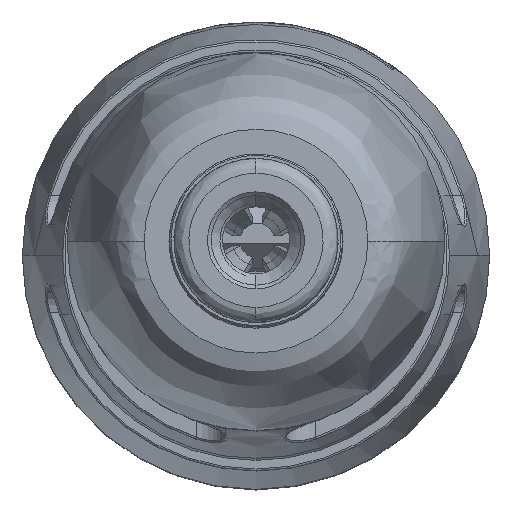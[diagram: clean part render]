
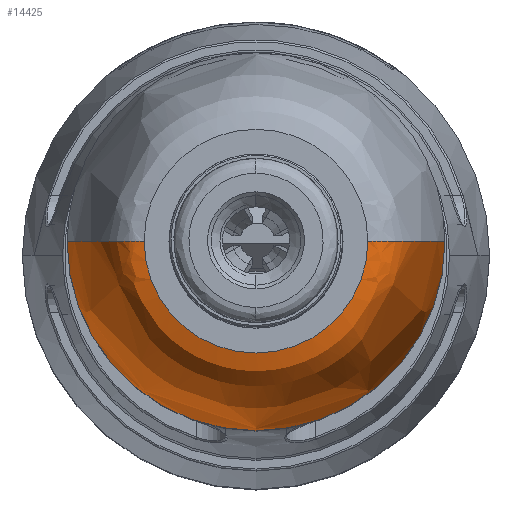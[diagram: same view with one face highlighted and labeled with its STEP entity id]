
A CAD part, top view. The second image highlights one B-rep face of the part: STEP entity #14425.
In plain terms, the highlighted free-form (B-spline) face has degree [3, 3] with [6, 4] control points.
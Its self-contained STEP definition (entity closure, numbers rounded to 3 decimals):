
#715 = CARTESIAN_POINT ( 'NONE',  ( 6.5, 0., -3.8 ) ) ;
#793 = CARTESIAN_POINT ( 'NONE',  ( 5.452, 0., -3.766 ) ) ;
#828 = CARTESIAN_POINT ( 'NONE',  ( 0., 0., 3.299 ) ) ;
#875 = CARTESIAN_POINT ( 'NONE',  ( 6.5, 0., 3.8 ) ) ;
#924 = CARTESIAN_POINT ( 'NONE',  ( 6.5, 0., 0. ) ) ;
#987 = CARTESIAN_POINT ( 'NONE',  ( 6.028, 0., 3.8 ) ) ;
#1122 = CARTESIAN_POINT ( 'NONE',  ( 5.452, 0., 3.766 ) ) ;
#1127 = CARTESIAN_POINT ( 'NONE',  ( 2.998, 0., 3.697 ) ) ;
#1169 = CARTESIAN_POINT ( 'NONE',  ( 0., 0., 2.25 ) ) ;
#1501 = CARTESIAN_POINT ( 'NONE',  ( 5.452, -7.532, -3.766 ) ) ;
#1634 = CARTESIAN_POINT ( 'NONE',  ( 0., 0., -2.25 ) ) ;
#3651 = CARTESIAN_POINT ( 'NONE',  ( 0., 0., -3.299 ) ) ;
#3799 = DIRECTION ( 'NONE',  ( 0., 0., -1. ) ) ;
#4367 = CARTESIAN_POINT ( 'NONE',  ( 2.998, 0., 3.697 ) ) ;
#5168 = VERTEX_POINT ( 'NONE', #17817 ) ;
#5427 = EDGE_CURVE ( 'NONE', #17494, #5168, #6728, .T. ) ;
#5485 =( BOUNDED_SURFACE ( )  B_SPLINE_SURFACE ( 3, 3, ( 
 ( #7140, #29108, #26571, #10010 ),
 ( #29217, #12872, #31923, #15689 ),
 ( #34525, #18553, #1501, #21308 ),
 ( #4367, #23961, #7257, #26685 ),
 ( #10131, #29320, #12979, #32034 ),
 ( #15803, #34624, #18659, #1634 ) ),
 .UNSPECIFIED., .F., .F., .T. ) 
 B_SPLINE_SURFACE_WITH_KNOTS ( ( 4, 1, 1, 4 ),
 ( 4, 4 ),
 ( 0., 0.209, 0.309, 1. ),
 ( 0., 1. ),
 .UNSPECIFIED. ) 
 GEOMETRIC_REPRESENTATION_ITEM ( )  RATIONAL_B_SPLINE_SURFACE ( (
 ( 1., 0.333, 0.333, 1.),
 ( 1., 0.333, 0.333, 1.),
 ( 1., 0.333, 0.333, 1.),
 ( 1., 0.333, 0.333, 1.),
 ( 1., 0.333, 0.333, 1.),
 ( 1., 0.333, 0.333, 1.) ) ) 
 REPRESENTATION_ITEM ( '' )  SURFACE ( )  );
#5834 = AXIS2_PLACEMENT_3D ( 'NONE', #924, #20792, #3799 ) ;
#6728 = B_SPLINE_CURVE_WITH_KNOTS ( 'NONE', 3,
 ( #875, #987, #1122, #1127, #828, #1169 ),
 .UNSPECIFIED., .F., .F.,
 ( 4, 1, 1, 4 ),
 ( 0., 0.209, 0.309, 1. ),
 .UNSPECIFIED. ) ;
#7140 = CARTESIAN_POINT ( 'NONE',  ( 6.5, 0., 3.8 ) ) ;
#7257 = CARTESIAN_POINT ( 'NONE',  ( 2.998, -7.393, -3.697 ) ) ;
#7330 = VERTEX_POINT ( 'NONE', #12784 ) ;
#7924 = FACE_OUTER_BOUND ( 'NONE', #15477, .T. ) ;
#8084 = ORIENTED_EDGE ( 'NONE', *, *, #26663, .F. ) ;
#10010 = CARTESIAN_POINT ( 'NONE',  ( 6.5, 0., -3.8 ) ) ;
#10131 = CARTESIAN_POINT ( 'NONE',  ( 0., 0., 3.299 ) ) ;
#12784 = CARTESIAN_POINT ( 'NONE',  ( 0., 0., -2.25 ) ) ;
#12872 = CARTESIAN_POINT ( 'NONE',  ( 6.028, -7.6, 3.8 ) ) ;
#12979 = CARTESIAN_POINT ( 'NONE',  ( 0., -6.598, -3.299 ) ) ;
#13918 = DIRECTION ( 'NONE',  ( 1., 0., 0. ) ) ;
#14425 = ADVANCED_FACE ( 'NONE', ( #7924 ), #5485, .T. ) ;
#14966 = EDGE_CURVE ( 'NONE', #17494, #20587, #20750, .T. ) ;
#15148 = B_SPLINE_CURVE_WITH_KNOTS ( 'NONE', 3,
 ( #31263, #20526, #793, #20640, #3651, #23316 ),
 .UNSPECIFIED., .F., .F.,
 ( 4, 1, 1, 4 ),
 ( 0., 0.209, 0.309, 1. ),
 .UNSPECIFIED. ) ;
#15477 = EDGE_LOOP ( 'NONE', ( #28674, #32846, #35536, #8084 ) ) ;
#15689 = CARTESIAN_POINT ( 'NONE',  ( 6.028, 0., -3.8 ) ) ;
#15803 = CARTESIAN_POINT ( 'NONE',  ( 0., 0., 2.25 ) ) ;
#17494 = VERTEX_POINT ( 'NONE', #24757 ) ;
#17817 = CARTESIAN_POINT ( 'NONE',  ( 0., 0., 2.25 ) ) ;
#18553 = CARTESIAN_POINT ( 'NONE',  ( 5.452, -7.532, 3.766 ) ) ;
#18659 = CARTESIAN_POINT ( 'NONE',  ( 0., -4.5, -2.25 ) ) ;
#20526 = CARTESIAN_POINT ( 'NONE',  ( 6.028, 0., -3.8 ) ) ;
#20587 = VERTEX_POINT ( 'NONE', #715 ) ;
#20640 = CARTESIAN_POINT ( 'NONE',  ( 2.998, 0., -3.697 ) ) ;
#20750 = CIRCLE ( 'NONE', #5834, 3.8 ) ;
#20792 = DIRECTION ( 'NONE',  ( 1., 0., 0. ) ) ;
#21308 = CARTESIAN_POINT ( 'NONE',  ( 5.452, 0., -3.766 ) ) ;
#21337 = AXIS2_PLACEMENT_3D ( 'NONE', #30250, #13918, #32908 ) ;
#23316 = CARTESIAN_POINT ( 'NONE',  ( 0., 0., -2.25 ) ) ;
#23632 = CIRCLE ( 'NONE', #21337, 2.25 ) ;
#23961 = CARTESIAN_POINT ( 'NONE',  ( 2.998, -7.393, 3.697 ) ) ;
#24757 = CARTESIAN_POINT ( 'NONE',  ( 6.5, 0., 3.8 ) ) ;
#26571 = CARTESIAN_POINT ( 'NONE',  ( 6.5, -7.6, -3.8 ) ) ;
#26663 = EDGE_CURVE ( 'NONE', #20587, #7330, #15148, .T. ) ;
#26685 = CARTESIAN_POINT ( 'NONE',  ( 2.998, 0., -3.697 ) ) ;
#28674 = ORIENTED_EDGE ( 'NONE', *, *, #14966, .F. ) ;
#29108 = CARTESIAN_POINT ( 'NONE',  ( 6.5, -7.6, 3.8 ) ) ;
#29217 = CARTESIAN_POINT ( 'NONE',  ( 6.028, 0., 3.8 ) ) ;
#29320 = CARTESIAN_POINT ( 'NONE',  ( 0., -6.598, 3.299 ) ) ;
#30250 = CARTESIAN_POINT ( 'NONE',  ( 0., 0., 0. ) ) ;
#31263 = CARTESIAN_POINT ( 'NONE',  ( 6.5, 0., -3.8 ) ) ;
#31923 = CARTESIAN_POINT ( 'NONE',  ( 6.028, -7.6, -3.8 ) ) ;
#32034 = CARTESIAN_POINT ( 'NONE',  ( 0., 0., -3.299 ) ) ;
#32846 = ORIENTED_EDGE ( 'NONE', *, *, #5427, .T. ) ;
#32908 = DIRECTION ( 'NONE',  ( 0., 0., -1. ) ) ;
#33744 = EDGE_CURVE ( 'NONE', #5168, #7330, #23632, .T. ) ;
#34525 = CARTESIAN_POINT ( 'NONE',  ( 5.452, 0., 3.766 ) ) ;
#34624 = CARTESIAN_POINT ( 'NONE',  ( 0., -4.5, 2.25 ) ) ;
#35536 = ORIENTED_EDGE ( 'NONE', *, *, #33744, .T. ) ;
